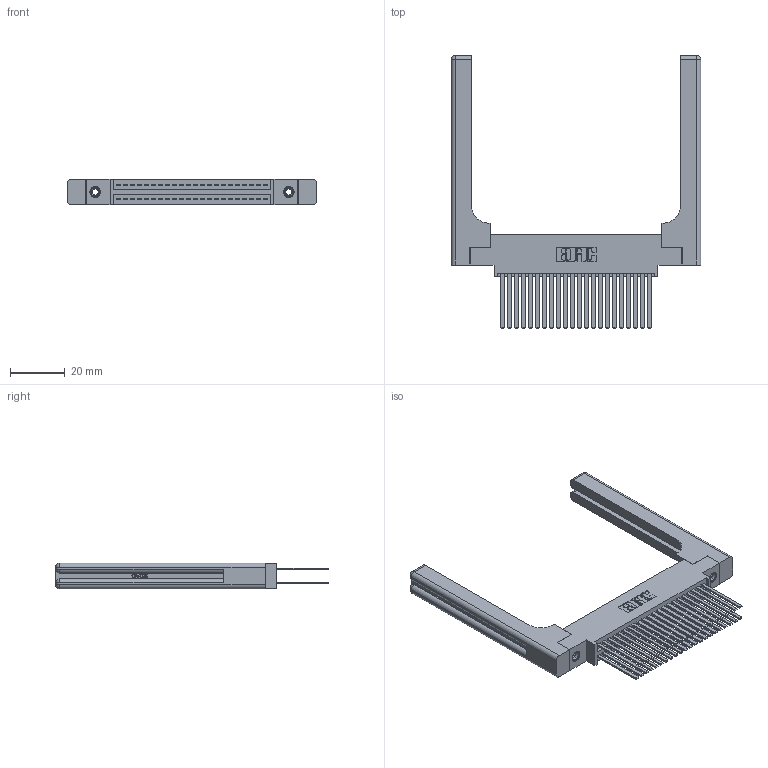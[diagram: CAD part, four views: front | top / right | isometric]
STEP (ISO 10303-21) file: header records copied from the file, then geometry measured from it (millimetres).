
FILE_DESCRIPTION (( 'STEP AP203' ), '1' );
FILE_NAME ('395-044-544-858.STEP', '2019-10-19T02:43:32', ( '' ), ( '' ), 'SwSTEP 2.0', 'SolidWorks 2016', '' );
FILE_SCHEMA (( 'CONFIG_CONTROL_DESIGN' ));
Length unit declared in the file: inch
Products named in the file (5): 345 Part_0.170 Offset - 0.156 Dia-TH; 345-292-001_345-293-144; 345-250-001_345-250-001-102; 345-220-058_345-220-058; 395-044-544-858
Assembly tree (49 placements, depth 2):
  395-044-544-858
    345 Part_0.170 Offset - 0.156 Dia-TH
    345-292-001_345-293-144  x44
    345-250-001_345-250-001-102  x2
    345-220-058_345-220-058  x2
Bounding box: 90.91 x 99.24 x 9.4 mm (x, y, z)
Volume: 17623.6 mm3; surface area: 20145.8 mm2
Topology: 49 solids, 49 shells, 2322 faces, 6783 edges, 4442 vertices
Faces by surface type: plane 1508, cylinder 754, bspline 36, cone 12, sphere 8, torus 4
Entity records: 25084 total; most frequent: CARTESIAN_POINT 5217, ORIENTED_EDGE 3948, DIRECTION 3554, EDGE_CURVE 1974, LINE 1666, VECTOR 1666, VERTEX_POINT 1306, AXIS2_PLACEMENT_3D 944
